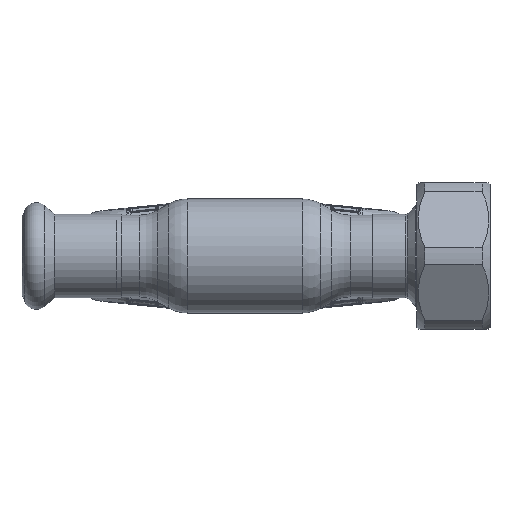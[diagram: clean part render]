
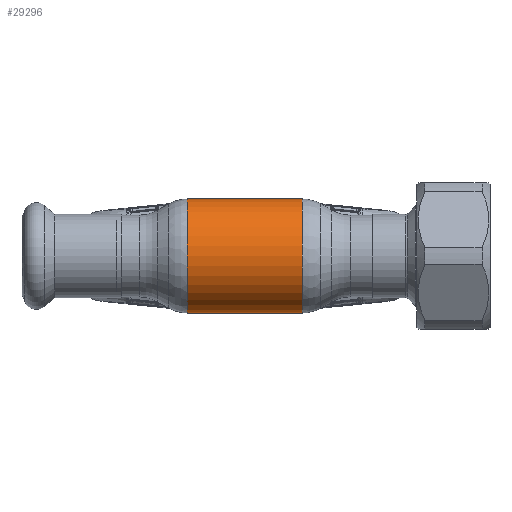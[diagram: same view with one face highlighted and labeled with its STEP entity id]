
A CAD part, front view. The second image highlights one B-rep face of the part: STEP entity #29296.
In plain terms, the highlighted cylindrical face has radius 12.5 mm (diameter 25 mm), a partial arc.
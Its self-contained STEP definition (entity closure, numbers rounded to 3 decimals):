
#362 = DIRECTION ( 'NONE',  ( -1., 0., 0. ) ) ;
#4171 = ORIENTED_EDGE ( 'NONE', *, *, #23398, .F. ) ;
#4365 = CARTESIAN_POINT ( 'NONE',  ( -12.606, 0., 0. ) ) ;
#4731 = AXIS2_PLACEMENT_3D ( 'NONE', #39366, #12169, #6398 ) ;
#6398 = DIRECTION ( 'NONE',  ( 0., 0., 1. ) ) ;
#7114 = CARTESIAN_POINT ( 'NONE',  ( 12.606, 0., -12.5 ) ) ;
#7928 = VERTEX_POINT ( 'NONE', #34429 ) ;
#8781 = DIRECTION ( 'NONE',  ( -1., 0., 0. ) ) ;
#11270 = CYLINDRICAL_SURFACE ( 'NONE', #4731, 12.5 ) ;
#12047 = DIRECTION ( 'NONE',  ( -1., 0., 0. ) ) ;
#12169 = DIRECTION ( 'NONE',  ( -1., 0., 0. ) ) ;
#12470 = FACE_OUTER_BOUND ( 'NONE', #50589, .T. ) ;
#12488 = VERTEX_POINT ( 'NONE', #21421 ) ;
#12698 = AXIS2_PLACEMENT_3D ( 'NONE', #46818, #362, #17630 ) ;
#14469 = VERTEX_POINT ( 'NONE', #59829 ) ;
#16275 = ORIENTED_EDGE ( 'NONE', *, *, #58268, .T. ) ;
#17016 = ORIENTED_EDGE ( 'NONE', *, *, #41690, .T. ) ;
#17630 = DIRECTION ( 'NONE',  ( 0., 0., 1. ) ) ;
#21421 = CARTESIAN_POINT ( 'NONE',  ( 12.606, 0., 12.5 ) ) ;
#22387 = CARTESIAN_POINT ( 'NONE',  ( -62.69, 0., 12.5 ) ) ;
#22959 = DIRECTION ( 'NONE',  ( -1., 0., 0. ) ) ;
#23398 = EDGE_CURVE ( 'NONE', #54880, #7928, #40878, .T. ) ;
#29219 = CIRCLE ( 'NONE', #12698, 12.5 ) ;
#29296 = ADVANCED_FACE ( 'NONE', ( #12470 ), #11270, .T. ) ;
#29419 = ORIENTED_EDGE ( 'NONE', *, *, #57513, .F. ) ;
#30623 = LINE ( 'NONE', #22387, #32101 ) ;
#32101 = VECTOR ( 'NONE', #12047, 1000. ) ;
#34429 = CARTESIAN_POINT ( 'NONE',  ( -12.606, 0., -12.5 ) ) ;
#39366 = CARTESIAN_POINT ( 'NONE',  ( -62.69, 0., 0. ) ) ;
#40581 = CARTESIAN_POINT ( 'NONE',  ( -62.69, 0., -12.5 ) ) ;
#40878 = LINE ( 'NONE', #40581, #51606 ) ;
#41690 = EDGE_CURVE ( 'NONE', #54880, #12488, #29219, .T. ) ;
#42827 = CIRCLE ( 'NONE', #57441, 12.5 ) ;
#46818 = CARTESIAN_POINT ( 'NONE',  ( 12.606, 0., 0. ) ) ;
#50589 = EDGE_LOOP ( 'NONE', ( #4171, #17016, #16275, #29419 ) ) ;
#51606 = VECTOR ( 'NONE', #8781, 1000. ) ;
#54880 = VERTEX_POINT ( 'NONE', #7114 ) ;
#55991 = DIRECTION ( 'NONE',  ( 0., 0., 1. ) ) ;
#57441 = AXIS2_PLACEMENT_3D ( 'NONE', #4365, #22959, #55991 ) ;
#57513 = EDGE_CURVE ( 'NONE', #7928, #14469, #42827, .T. ) ;
#58268 = EDGE_CURVE ( 'NONE', #12488, #14469, #30623, .T. ) ;
#59829 = CARTESIAN_POINT ( 'NONE',  ( -12.606, 0., 12.5 ) ) ;
